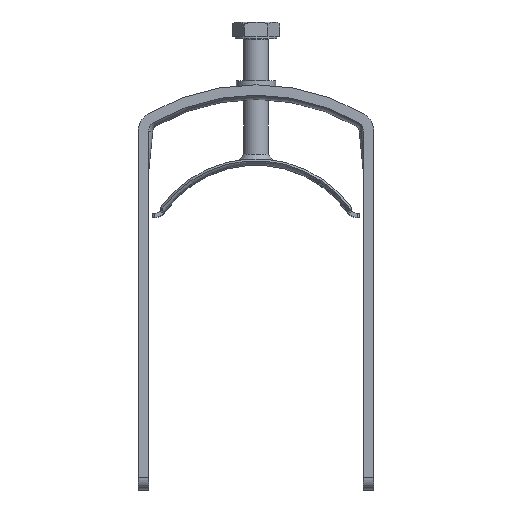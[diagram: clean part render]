
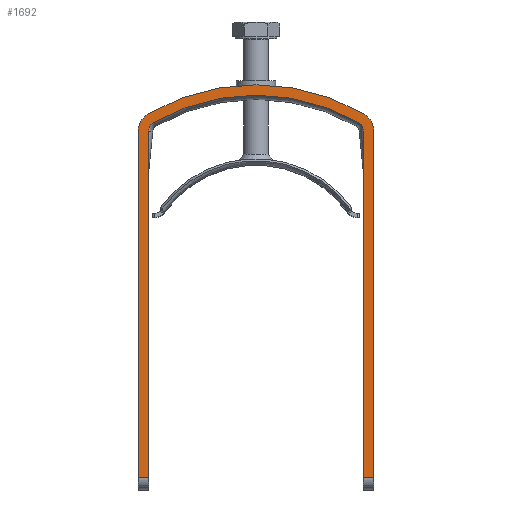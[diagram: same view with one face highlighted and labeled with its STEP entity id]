
A CAD part, top view. The second image highlights one B-rep face of the part: STEP entity #1692.
In plain terms, the highlighted face is planar.
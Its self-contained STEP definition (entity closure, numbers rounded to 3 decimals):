
#1188 = VERTEX_POINT ( 'NONE', #2977 ) ;
#1189 = VERTEX_POINT ( 'NONE', #2976 ) ;
#1190 = VERTEX_POINT ( 'NONE', #2978 ) ;
#1191 = VERTEX_POINT ( 'NONE', #2979 ) ;
#1192 = VERTEX_POINT ( 'NONE', #2980 ) ;
#1193 = VERTEX_POINT ( 'NONE', #2981 ) ;
#1194 = VERTEX_POINT ( 'NONE', #2974 ) ;
#1195 = VERTEX_POINT ( 'NONE', #2973 ) ;
#1197 = VERTEX_POINT ( 'NONE', #2972 ) ;
#1200 = VERTEX_POINT ( 'NONE', #2984 ) ;
#1201 = VERTEX_POINT ( 'NONE', #2985 ) ;
#1208 = EDGE_LOOP ( 'NONE', ( #3772, #3769, #3770, #3529, #3767, #3597, #3667, #3632, #3563, #3528, #3765, #3764 ) ) ;
#1218 = VERTEX_POINT ( 'NONE', #2990 ) ;
#1692 = ADVANCED_FACE ( 'NONE', ( #5342 ), #4341, .F. ) ;
#1994 = DIRECTION ( 'NONE',  ( 0., -1., 0. ) ) ;
#1995 = CARTESIAN_POINT ( 'NONE',  ( -28.5, 101., -12.5 ) ) ;
#2004 = CARTESIAN_POINT ( 'NONE',  ( -28.556, 95., -12.5 ) ) ;
#2005 = DIRECTION ( 'NONE',  ( 1., 0., 0. ) ) ;
#2006 = CARTESIAN_POINT ( 'NONE',  ( -26., 101., -12.5 ) ) ;
#2007 = DIRECTION ( 'NONE',  ( 0., -1., 0. ) ) ;
#2010 = CARTESIAN_POINT ( 'NONE',  ( 23.5, 11.297, -12.5 ) ) ;
#2011 = DIRECTION ( 'NONE',  ( 0., 0., 1. ) ) ;
#2012 = DIRECTION ( 'NONE',  ( 1., 0., 0. ) ) ;
#2013 = CARTESIAN_POINT ( 'NONE',  ( -23.5, 11.297, -12.5 ) ) ;
#2014 = DIRECTION ( 'NONE',  ( 0., 0., 1. ) ) ;
#2015 = DIRECTION ( 'NONE',  ( -1., 0., 0. ) ) ;
#2018 = CARTESIAN_POINT ( 'NONE',  ( 0., 52., -12.5 ) ) ;
#2019 = DIRECTION ( 'NONE',  ( 0., 0., 1. ) ) ;
#2020 = DIRECTION ( 'NONE',  ( 1., 0., 0. ) ) ;
#2023 = CARTESIAN_POINT ( 'NONE',  ( -23.5, 11.297, -12.5 ) ) ;
#2024 = DIRECTION ( 'NONE',  ( 0., 0., 1. ) ) ;
#2025 = DIRECTION ( 'NONE',  ( 1., 0., 0. ) ) ;
#2547 = EDGE_CURVE ( 'NONE', #1193, #1191, #4834, .T. ) ;
#2548 = EDGE_CURVE ( 'NONE', #1194, #1191, #4822, .T. ) ;
#2549 = EDGE_CURVE ( 'NONE', #1218, #1194, #4820, .T. ) ;
#2551 = EDGE_CURVE ( 'NONE', #1195, #1193, #4818, .T. ) ;
#2552 = EDGE_CURVE ( 'NONE', #1190, #1195, #4814, .T. ) ;
#2752 = CIRCLE ( 'NONE', #5553, 2.5 ) ;
#2753 = CIRCLE ( 'NONE', #5552, 49.5 ) ;
#2754 = VECTOR ( 'NONE', #1994, 1000. ) ;
#2755 = CIRCLE ( 'NONE', #5551, 5. ) ;
#2756 = LINE ( 'NONE', #1995, #2754 ) ;
#2758 = CIRCLE ( 'NONE', #5550, 2.5 ) ;
#2759 = VECTOR ( 'NONE', #2007, 1000. ) ;
#2761 = VECTOR ( 'NONE', #2005, 1000. ) ;
#2762 = LINE ( 'NONE', #2006, #2759 ) ;
#2763 = LINE ( 'NONE', #2004, #2761 ) ;
#2972 = CARTESIAN_POINT ( 'NONE',  ( -28.5, 95., -12.5 ) ) ;
#2973 = CARTESIAN_POINT ( 'NONE',  ( 26., 6.967, -12.5 ) ) ;
#2974 = CARTESIAN_POINT ( 'NONE',  ( 26., 95., -12.5 ) ) ;
#2976 = CARTESIAN_POINT ( 'NONE',  ( -24.75, 9.132, -12.5 ) ) ;
#2977 = CARTESIAN_POINT ( 'NONE',  ( 24.75, 9.132, -12.5 ) ) ;
#2978 = CARTESIAN_POINT ( 'NONE',  ( -26., 6.967, -12.5 ) ) ;
#2979 = CARTESIAN_POINT ( 'NONE',  ( 28.5, 95., -12.5 ) ) ;
#2980 = CARTESIAN_POINT ( 'NONE',  ( -28.5, 11.297, -12.5 ) ) ;
#2981 = CARTESIAN_POINT ( 'NONE',  ( 28.5, 11.297, -12.5 ) ) ;
#2984 = CARTESIAN_POINT ( 'NONE',  ( -26., 95., -12.5 ) ) ;
#2985 = CARTESIAN_POINT ( 'NONE',  ( -26., 11.297, -12.5 ) ) ;
#2990 = CARTESIAN_POINT ( 'NONE',  ( 26., 11.297, -12.5 ) ) ;
#3269 = DIRECTION ( 'NONE',  ( 1., 0., 0. ) ) ;
#3271 = CARTESIAN_POINT ( 'NONE',  ( -28.556, 95., -12.5 ) ) ;
#3272 = CARTESIAN_POINT ( 'NONE',  ( 26., 101., -12.5 ) ) ;
#3273 = CARTESIAN_POINT ( 'NONE',  ( 28.5, 101., -12.5 ) ) ;
#3274 = DIRECTION ( 'NONE',  ( 0., 1., 0. ) ) ;
#3275 = DIRECTION ( 'NONE',  ( 0., 1., 0. ) ) ;
#3280 = CARTESIAN_POINT ( 'NONE',  ( 23.5, 11.297, -12.5 ) ) ;
#3281 = DIRECTION ( 'NONE',  ( 0., 0., 1. ) ) ;
#3282 = DIRECTION ( 'NONE',  ( 1., 0., 0. ) ) ;
#3283 = CARTESIAN_POINT ( 'NONE',  ( 0., 52., -12.5 ) ) ;
#3284 = DIRECTION ( 'NONE',  ( 0., 0., 1. ) ) ;
#3285 = DIRECTION ( 'NONE',  ( 1., 0., 0. ) ) ;
#3528 = ORIENTED_EDGE ( 'NONE', *, *, #4612, .T. ) ;
#3529 = ORIENTED_EDGE ( 'NONE', *, *, #2552, .F. ) ;
#3563 = ORIENTED_EDGE ( 'NONE', *, *, #4613, .T. ) ;
#3597 = ORIENTED_EDGE ( 'NONE', *, *, #4610, .F. ) ;
#3632 = ORIENTED_EDGE ( 'NONE', *, *, #4607, .T. ) ;
#3667 = ORIENTED_EDGE ( 'NONE', *, *, #4606, .T. ) ;
#3764 = ORIENTED_EDGE ( 'NONE', *, *, #2549, .T. ) ;
#3765 = ORIENTED_EDGE ( 'NONE', *, *, #4609, .T. ) ;
#3767 = ORIENTED_EDGE ( 'NONE', *, *, #4611, .F. ) ;
#3769 = ORIENTED_EDGE ( 'NONE', *, *, #2547, .F. ) ;
#3770 = ORIENTED_EDGE ( 'NONE', *, *, #2551, .F. ) ;
#3772 = ORIENTED_EDGE ( 'NONE', *, *, #2548, .T. ) ;
#4336 = CARTESIAN_POINT ( 'NONE',  ( 23.5, 11.297, -12.5 ) ) ;
#4341 = PLANE ( 'NONE',  #5319 ) ;
#4344 = DIRECTION ( 'NONE',  ( 0., 0., 1. ) ) ;
#4345 = DIRECTION ( 'NONE',  ( 1., 0., 0. ) ) ;
#4606 = EDGE_CURVE ( 'NONE', #1197, #1200, #2763, .T. ) ;
#4607 = EDGE_CURVE ( 'NONE', #1200, #1201, #2762, .T. ) ;
#4609 = EDGE_CURVE ( 'NONE', #1188, #1218, #2758, .T. ) ;
#4610 = EDGE_CURVE ( 'NONE', #1197, #1192, #2756, .T. ) ;
#4611 = EDGE_CURVE ( 'NONE', #1192, #1190, #2755, .T. ) ;
#4612 = EDGE_CURVE ( 'NONE', #1189, #1188, #2753, .T. ) ;
#4613 = EDGE_CURVE ( 'NONE', #1201, #1189, #2752, .T. ) ;
#4814 = CIRCLE ( 'NONE', #5431, 52. ) ;
#4815 = VECTOR ( 'NONE', #3275, 1000. ) ;
#4817 = VECTOR ( 'NONE', #3269, 1000. ) ;
#4818 = CIRCLE ( 'NONE', #5425, 5. ) ;
#4820 = LINE ( 'NONE', #3272, #4815 ) ;
#4822 = LINE ( 'NONE', #3271, #4817 ) ;
#4824 = VECTOR ( 'NONE', #3274, 1000. ) ;
#4834 = LINE ( 'NONE', #3273, #4824 ) ;
#5319 = AXIS2_PLACEMENT_3D ( 'NONE', #4336, #4344, #4345 ) ;
#5342 = FACE_OUTER_BOUND ( 'NONE', #1208, .T. ) ;
#5425 = AXIS2_PLACEMENT_3D ( 'NONE', #3280, #3281, #3282 ) ;
#5431 = AXIS2_PLACEMENT_3D ( 'NONE', #3283, #3284, #3285 ) ;
#5550 = AXIS2_PLACEMENT_3D ( 'NONE', #2010, #2011, #2012 ) ;
#5551 = AXIS2_PLACEMENT_3D ( 'NONE', #2013, #2014, #2015 ) ;
#5552 = AXIS2_PLACEMENT_3D ( 'NONE', #2018, #2019, #2020 ) ;
#5553 = AXIS2_PLACEMENT_3D ( 'NONE', #2023, #2024, #2025 ) ;
